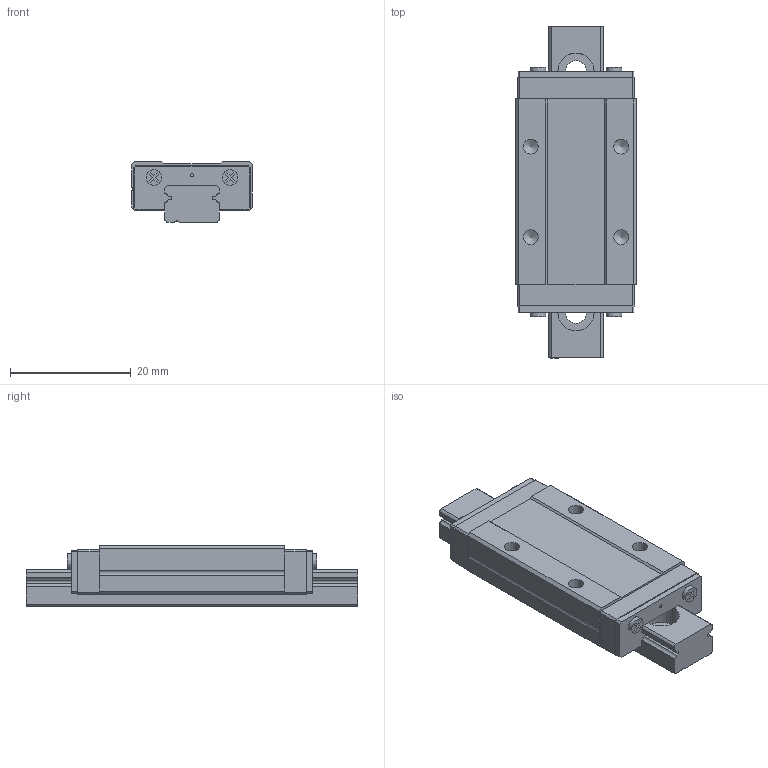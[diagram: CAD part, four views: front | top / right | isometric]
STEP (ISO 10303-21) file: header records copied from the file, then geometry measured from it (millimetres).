
FILE_DESCRIPTION(/* description */ ('Unknown'),/* implementation_level */ '2;1');
FILE_NAME(/* name */ 'M9LAUU1-55L7.5_7.5',/* time_stamp */ '2024-04-01T15:15:24+09:00',/* author */ ('Unknown'),/* organization */ ('Unknown'),/* preprocessor_version */ 'ST-DEVELOPER v18.102',/* originating_system */ 'Solid Edge',/* authorisation */ 'Unknown');
FILE_SCHEMA (('AUTOMOTIVE_DESIGN {1 0 10303 214 3 1 1}'));
Length unit declared in the file: millimetre
Products named in the file (3): thisAsm; M9_RAIL; M9LA_BLOCK
Assembly tree (2 placements, depth 2):
  thisAsm
    M9_RAIL
    M9LA_BLOCK
Bounding box: 20 x 55 x 10 mm (x, y, z)
Volume: 7175.6 mm3; surface area: 5065.4 mm2
Topology: 2 solids, 2 shells, 175 faces, 476 edges, 318 vertices
Faces by surface type: plane 135, cylinder 36, cone 4
Full cylindrical faces by diameter (mm): 0.5 x2, 2.459 x4, 2.6 x4, 3.5 x3, 6 x3
Entity records: 6380 total; most frequent: CARTESIAN_POINT 936, ORIENTED_EDGE 892, DIRECTION 874, EDGE_CURVE 446, LINE 374, VECTOR 374, VERTEX_POINT 312, AXIS2_PLACEMENT_3D 250
